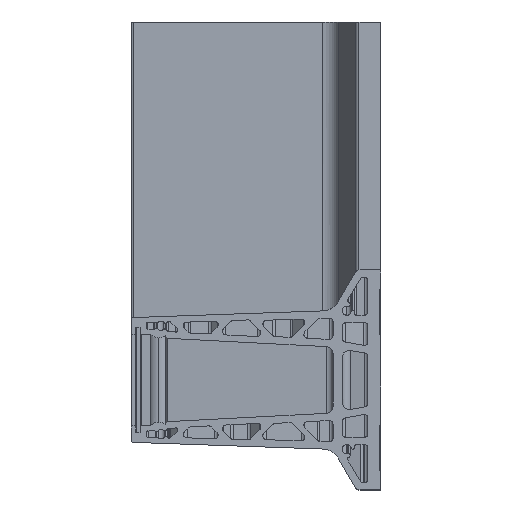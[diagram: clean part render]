
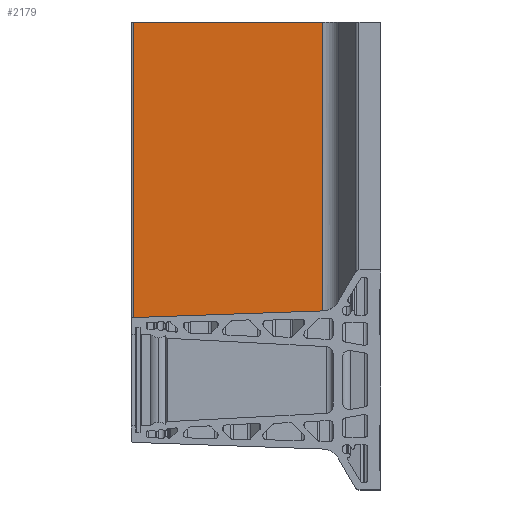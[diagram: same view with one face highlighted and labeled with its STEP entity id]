
A CAD part, left-side view. The second image highlights one B-rep face of the part: STEP entity #2179.
In plain terms, the highlighted planar face has unit normal (-0.999, 0.035, 0).
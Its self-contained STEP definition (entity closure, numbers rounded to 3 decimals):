
#146 = EDGE_CURVE ( 'NONE', #14569, #3898, #13551, .T. ) ;
#181 = LINE ( 'NONE', #8266, #2825 ) ;
#248 = ORIENTED_EDGE ( 'NONE', *, *, #7809, .F. ) ;
#349 = ORIENTED_EDGE ( 'NONE', *, *, #146, .F. ) ;
#482 = EDGE_CURVE ( 'NONE', #13851, #3898, #181, .T. ) ;
#793 = VECTOR ( 'NONE', #3393, 1000. ) ;
#856 = LINE ( 'NONE', #1362, #793 ) ;
#1362 = CARTESIAN_POINT ( 'NONE',  ( 22.351, 5.494, 0. ) ) ;
#1379 = VECTOR ( 'NONE', #9329, 1000. ) ;
#1418 = CARTESIAN_POINT ( 'NONE',  ( 25.966, 109.035, 0. ) ) ;
#2179 = ADVANCED_FACE ( 'NONE', ( #3670 ), #2550, .F. ) ;
#2550 = PLANE ( 'NONE',  #14702 ) ;
#2825 = VECTOR ( 'NONE', #4748, 1000. ) ;
#3393 = DIRECTION ( 'NONE',  ( 0., 0., -1. ) ) ;
#3670 = FACE_OUTER_BOUND ( 'NONE', #8879, .T. ) ;
#3898 = VERTEX_POINT ( 'NONE', #13000 ) ;
#4070 = CARTESIAN_POINT ( 'NONE',  ( 25.966, 109.035, 0. ) ) ;
#4748 = DIRECTION ( 'NONE',  ( 0., 0., -1. ) ) ;
#5182 = CARTESIAN_POINT ( 'NONE',  ( 25.966, 109.035, 0. ) ) ;
#5294 = ORIENTED_EDGE ( 'NONE', *, *, #8014, .F. ) ;
#5564 = VECTOR ( 'NONE', #10642, 1000. ) ;
#5913 = DIRECTION ( 'NONE',  ( 0.035, 0.999, 0. ) ) ;
#7809 = EDGE_CURVE ( 'NONE', #12638, #14569, #856, .T. ) ;
#7933 = CARTESIAN_POINT ( 'NONE',  ( 25.77, 103.422, -160.94 ) ) ;
#8014 = EDGE_CURVE ( 'NONE', #13851, #12638, #9450, .T. ) ;
#8266 = CARTESIAN_POINT ( 'NONE',  ( 25.966, 109.035, 0. ) ) ;
#8879 = EDGE_LOOP ( 'NONE', ( #248, #5294, #10344, #349 ) ) ;
#9329 = DIRECTION ( 'NONE',  ( 0.035, 0.999, -0.035 ) ) ;
#9450 = LINE ( 'NONE', #5182, #5564 ) ;
#10344 = ORIENTED_EDGE ( 'NONE', *, *, #482, .T. ) ;
#10642 = DIRECTION ( 'NONE',  ( -0.035, -0.999, 0. ) ) ;
#11601 = DIRECTION ( 'NONE',  ( 0.999, -0.035, 0. ) ) ;
#12638 = VERTEX_POINT ( 'NONE', #12978 ) ;
#12978 = CARTESIAN_POINT ( 'NONE',  ( 22.351, 5.494, 0. ) ) ;
#13000 = CARTESIAN_POINT ( 'NONE',  ( 25.966, 109.035, -161.136 ) ) ;
#13551 = LINE ( 'NONE', #7933, #1379 ) ;
#13851 = VERTEX_POINT ( 'NONE', #4070 ) ;
#14522 = CARTESIAN_POINT ( 'NONE',  ( 22.351, 5.494, -157.521 ) ) ;
#14569 = VERTEX_POINT ( 'NONE', #14522 ) ;
#14702 = AXIS2_PLACEMENT_3D ( 'NONE', #1418, #11601, #5913 ) ;
